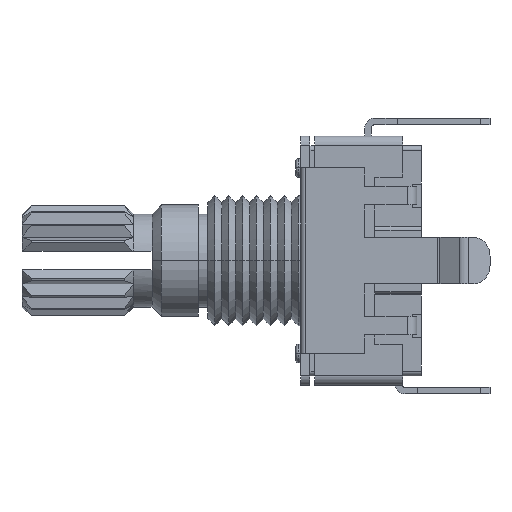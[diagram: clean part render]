
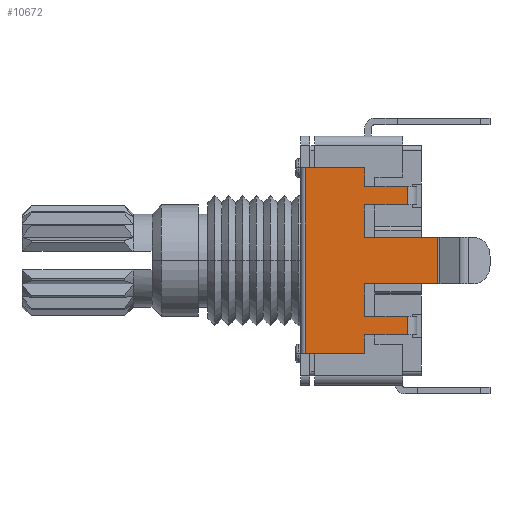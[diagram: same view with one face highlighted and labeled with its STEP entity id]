
A CAD part, left-side view. The second image highlights one B-rep face of the part: STEP entity #10672.
In plain terms, the highlighted planar face has unit normal (-1, 0, 0).
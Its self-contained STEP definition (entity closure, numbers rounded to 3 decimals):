
#406=DIRECTION('',(0.,-1.,0.));
#407=VECTOR('',#406,3.2);
#408=CARTESIAN_POINT('',(-6.25,6.25,-5.));
#409=LINE('',#408,#407);
#647=DIRECTION('',(0.,-1.,0.));
#648=VECTOR('',#647,2.3);
#649=CARTESIAN_POINT('',(-6.25,3.05,4.));
#650=LINE('',#649,#648);
#1374=DIRECTION('',(0.,-1.,0.));
#1375=VECTOR('',#1374,2.3);
#1376=CARTESIAN_POINT('',(-6.25,3.05,3.));
#1377=LINE('',#1376,#1375);
#1483=DIRECTION('',(0.,0.,1.));
#1484=VECTOR('',#1483,1.);
#1485=CARTESIAN_POINT('',(-6.25,3.05,4.));
#1486=LINE('',#1485,#1484);
#1497=DIRECTION('',(0.,0.,1.));
#1498=VECTOR('',#1497,1.);
#1499=CARTESIAN_POINT('',(-6.25,3.05,-5.));
#1500=LINE('',#1499,#1498);
#1518=DIRECTION('',(0.,0.,1.));
#1519=VECTOR('',#1518,1.75);
#1520=CARTESIAN_POINT('',(-6.25,3.05,-3.));
#1521=LINE('',#1520,#1519);
#1532=DIRECTION('',(0.,0.,1.));
#1533=VECTOR('',#1532,1.75);
#1534=CARTESIAN_POINT('',(-6.25,3.05,1.25));
#1535=LINE('',#1534,#1533);
#1546=DIRECTION('',(0.,0.,1.));
#1547=VECTOR('',#1546,2.5);
#1548=CARTESIAN_POINT('',(-6.25,-0.885,-1.25));
#1549=LINE('',#1548,#1547);
#1553=DIRECTION('',(0.,0.,1.));
#1554=VECTOR('',#1553,10.);
#1555=CARTESIAN_POINT('',(-6.25,6.25,-5.));
#1556=LINE('',#1555,#1554);
#1691=DIRECTION('',(0.,-1.,0.));
#1692=VECTOR('',#1691,3.935);
#1693=CARTESIAN_POINT('',(-6.25,3.05,-1.25));
#1694=LINE('',#1693,#1692);
#1867=DIRECTION('',(0.,-1.,0.));
#1868=VECTOR('',#1867,3.935);
#1869=CARTESIAN_POINT('',(-6.25,3.05,1.25));
#1870=LINE('',#1869,#1868);
#3381=DIRECTION('',(0.,-1.,0.));
#3382=VECTOR('',#3381,3.2);
#3383=CARTESIAN_POINT('',(-6.25,6.25,5.));
#3384=LINE('',#3383,#3382);
#3791=DIRECTION('',(0.,-1.,0.));
#3792=VECTOR('',#3791,2.3);
#3793=CARTESIAN_POINT('',(-6.25,3.05,-4.));
#3794=LINE('',#3793,#3792);
#3893=DIRECTION('',(0.,0.,1.));
#3894=VECTOR('',#3893,1.);
#3895=CARTESIAN_POINT('',(-6.25,0.75,-4.));
#3896=LINE('',#3895,#3894);
#3944=DIRECTION('',(0.,-1.,0.));
#3945=VECTOR('',#3944,2.3);
#3946=CARTESIAN_POINT('',(-6.25,3.05,-3.));
#3947=LINE('',#3946,#3945);
#4247=DIRECTION('',(0.,0.,1.));
#4248=VECTOR('',#4247,1.);
#4249=CARTESIAN_POINT('',(-6.25,0.75,3.));
#4250=LINE('',#4249,#4248);
#8938=CARTESIAN_POINT('',(-6.25,6.25,-5.));
#8939=CARTESIAN_POINT('',(-6.25,3.05,-5.));
#8940=VERTEX_POINT('',#8938);
#8941=VERTEX_POINT('',#8939);
#8946=CARTESIAN_POINT('',(-6.25,6.25,5.));
#8947=CARTESIAN_POINT('',(-6.25,3.05,5.));
#8948=VERTEX_POINT('',#8946);
#8949=VERTEX_POINT('',#8947);
#8986=CARTESIAN_POINT('',(-6.25,0.75,3.));
#8988=VERTEX_POINT('',#8986);
#9006=CARTESIAN_POINT('',(-6.25,0.75,4.));
#9008=VERTEX_POINT('',#9006);
#9058=CARTESIAN_POINT('',(-6.25,3.05,3.));
#9059=VERTEX_POINT('',#9058);
#9060=CARTESIAN_POINT('',(-6.25,3.05,4.));
#9061=VERTEX_POINT('',#9060);
#9066=CARTESIAN_POINT('',(-6.25,0.75,-4.));
#9068=VERTEX_POINT('',#9066);
#9086=CARTESIAN_POINT('',(-6.25,0.75,-3.));
#9088=VERTEX_POINT('',#9086);
#9138=CARTESIAN_POINT('',(-6.25,3.05,-4.));
#9139=VERTEX_POINT('',#9138);
#9140=CARTESIAN_POINT('',(-6.25,3.05,-3.));
#9141=VERTEX_POINT('',#9140);
#9162=CARTESIAN_POINT('',(-6.25,3.05,-1.25));
#9163=VERTEX_POINT('',#9162);
#9164=CARTESIAN_POINT('',(-6.25,3.05,1.25));
#9165=VERTEX_POINT('',#9164);
#9198=CARTESIAN_POINT('',(-6.25,-0.885,-1.25));
#9199=CARTESIAN_POINT('',(-6.25,-0.885,1.25));
#9200=VERTEX_POINT('',#9198);
#9201=VERTEX_POINT('',#9199);
#10640=CARTESIAN_POINT('',(-6.25,6.25,-5.));
#10641=DIRECTION('',(-1.,0.,0.));
#10642=DIRECTION('',(0.,-1.,0.));
#10643=AXIS2_PLACEMENT_3D('',#10640,#10641,#10642);
#10644=PLANE('',#10643);
#10646=ORIENTED_EDGE('',*,*,#10645,.F.);
#10648=ORIENTED_EDGE('',*,*,#10647,.F.);
#10649=ORIENTED_EDGE('',*,*,#10621,.F.);
#10651=ORIENTED_EDGE('',*,*,#10650,.T.);
#10653=ORIENTED_EDGE('',*,*,#10652,.F.);
#10655=ORIENTED_EDGE('',*,*,#10654,.F.);
#10656=ORIENTED_EDGE('',*,*,#10606,.F.);
#10657=ORIENTED_EDGE('',*,*,#9908,.F.);
#10659=ORIENTED_EDGE('',*,*,#10658,.T.);
#10661=ORIENTED_EDGE('',*,*,#10660,.T.);
#10662=ORIENTED_EDGE('',*,*,#10589,.F.);
#10663=ORIENTED_EDGE('',*,*,#10080,.T.);
#10665=ORIENTED_EDGE('',*,*,#10664,.F.);
#10666=ORIENTED_EDGE('',*,*,#10539,.F.);
#10667=ORIENTED_EDGE('',*,*,#10633,.F.);
#10669=ORIENTED_EDGE('',*,*,#10668,.T.);
#10670=EDGE_LOOP('',(#10646,#10648,#10649,#10651,#10653,#10655,#10656,#10657,
#10659,#10661,#10662,#10663,#10665,#10666,#10667,#10669));
#10671=FACE_OUTER_BOUND('',#10670,.F.);
#10672=ADVANCED_FACE('',(#10671),#10644,.T.);
#9908=EDGE_CURVE('',#8940,#8941,#409,.T.);
#10080=EDGE_CURVE('',#9061,#9008,#650,.T.);
#10539=EDGE_CURVE('',#9059,#8988,#1377,.T.);
#10589=EDGE_CURVE('',#9061,#8949,#1486,.T.);
#10606=EDGE_CURVE('',#8941,#9139,#1500,.T.);
#10621=EDGE_CURVE('',#9141,#9163,#1521,.T.);
#10633=EDGE_CURVE('',#9165,#9059,#1535,.T.);
#10645=EDGE_CURVE('',#9200,#9201,#1549,.T.);
#10647=EDGE_CURVE('',#9163,#9200,#1694,.T.);
#10650=EDGE_CURVE('',#9141,#9088,#3947,.T.);
#10652=EDGE_CURVE('',#9068,#9088,#3896,.T.);
#10654=EDGE_CURVE('',#9139,#9068,#3794,.T.);
#10658=EDGE_CURVE('',#8940,#8948,#1556,.T.);
#10660=EDGE_CURVE('',#8948,#8949,#3384,.T.);
#10664=EDGE_CURVE('',#8988,#9008,#4250,.T.);
#10668=EDGE_CURVE('',#9165,#9201,#1870,.T.);
